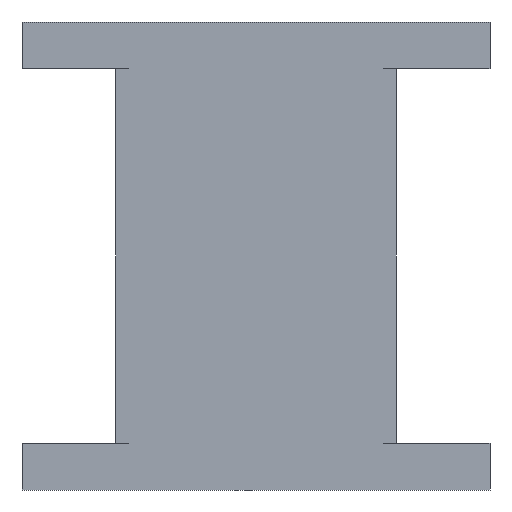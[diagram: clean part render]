
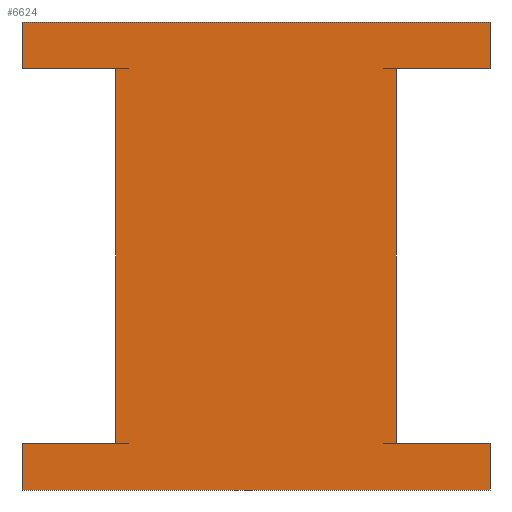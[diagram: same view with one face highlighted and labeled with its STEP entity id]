
A CAD part, front view. The second image highlights one B-rep face of the part: STEP entity #6624.
In plain terms, the highlighted planar face has unit normal (0, -1, 0).
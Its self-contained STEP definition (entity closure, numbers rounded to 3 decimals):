
#1=DIRECTION('',(0.,0.,-1.));
#2=VECTOR('',#1,5.);
#3=CARTESIAN_POINT('',(25.,-500.,-20.));
#4=LINE('',#3,#2);
#5=DIRECTION('',(-1.,0.,0.));
#6=VECTOR('',#5,50.);
#7=CARTESIAN_POINT('',(25.,-500.,-25.));
#8=LINE('',#7,#6);
#9=DIRECTION('',(0.,0.,1.));
#10=VECTOR('',#9,5.);
#11=CARTESIAN_POINT('',(-25.,-500.,-25.));
#12=LINE('',#11,#10);
#13=DIRECTION('',(0.,0.,1.));
#14=VECTOR('',#13,5.);
#15=CARTESIAN_POINT('',(-25.,-500.,20.));
#16=LINE('',#15,#14);
#17=DIRECTION('',(1.,0.,0.));
#18=VECTOR('',#17,50.);
#19=CARTESIAN_POINT('',(-25.,-500.,25.));
#20=LINE('',#19,#18);
#21=DIRECTION('',(0.,0.,-1.));
#22=VECTOR('',#21,5.);
#23=CARTESIAN_POINT('',(25.,-500.,25.));
#24=LINE('',#23,#22);
#1617=DIRECTION('',(1.,0.,0.));
#1618=VECTOR('',#1617,10.);
#1619=CARTESIAN_POINT('',(-25.,-500.,20.));
#1620=LINE('',#1619,#1618);
#1641=DIRECTION('',(1.,0.,0.));
#1642=VECTOR('',#1641,10.);
#1643=CARTESIAN_POINT('',(15.,-500.,20.));
#1644=LINE('',#1643,#1642);
#3233=DIRECTION('',(-1.,0.,0.));
#3234=VECTOR('',#3233,10.);
#3235=CARTESIAN_POINT('',(25.,-500.,-20.));
#3236=LINE('',#3235,#3234);
#3257=DIRECTION('',(-1.,0.,0.));
#3258=VECTOR('',#3257,10.);
#3259=CARTESIAN_POINT('',(-15.,-500.,-20.));
#3260=LINE('',#3259,#3258);
#4921=DIRECTION('',(0.,0.,1.));
#4922=VECTOR('',#4921,40.);
#4923=CARTESIAN_POINT('',(15.,-500.,-20.));
#4924=LINE('',#4923,#4922);
#4937=DIRECTION('',(0.,0.,1.));
#4938=VECTOR('',#4937,40.);
#4939=CARTESIAN_POINT('',(-15.,-500.,-20.));
#4940=LINE('',#4939,#4938);
#4945=CARTESIAN_POINT('',(-25.,-500.,-25.));
#4946=CARTESIAN_POINT('',(-25.,-500.,-20.));
#4947=VERTEX_POINT('',#4945);
#4948=VERTEX_POINT('',#4946);
#4949=CARTESIAN_POINT('',(-25.,-500.,20.));
#4950=CARTESIAN_POINT('',(-25.,-500.,25.));
#4951=VERTEX_POINT('',#4949);
#4952=VERTEX_POINT('',#4950);
#4953=CARTESIAN_POINT('',(25.,-500.,25.));
#4954=VERTEX_POINT('',#4953);
#4955=CARTESIAN_POINT('',(25.,-500.,20.));
#4956=VERTEX_POINT('',#4955);
#4957=CARTESIAN_POINT('',(25.,-500.,-20.));
#4958=CARTESIAN_POINT('',(25.,-500.,-25.));
#4959=VERTEX_POINT('',#4957);
#4960=VERTEX_POINT('',#4958);
#6577=CARTESIAN_POINT('',(15.,-500.,-20.));
#6578=CARTESIAN_POINT('',(15.,-500.,20.));
#6579=VERTEX_POINT('',#6577);
#6580=VERTEX_POINT('',#6578);
#6581=CARTESIAN_POINT('',(-15.,-500.,-20.));
#6582=CARTESIAN_POINT('',(-15.,-500.,20.));
#6583=VERTEX_POINT('',#6581);
#6584=VERTEX_POINT('',#6582);
#6593=CARTESIAN_POINT('',(0.,-500.,0.));
#6594=DIRECTION('',(0.,1.,0.));
#6595=DIRECTION('',(1.,0.,0.));
#6596=AXIS2_PLACEMENT_3D('',#6593,#6594,#6595);
#6597=PLANE('',#6596);
#6599=ORIENTED_EDGE('',*,*,#6598,.F.);
#6601=ORIENTED_EDGE('',*,*,#6600,.F.);
#6603=ORIENTED_EDGE('',*,*,#6602,.F.);
#6605=ORIENTED_EDGE('',*,*,#6604,.T.);
#6607=ORIENTED_EDGE('',*,*,#6606,.T.);
#6609=ORIENTED_EDGE('',*,*,#6608,.T.);
#6611=ORIENTED_EDGE('',*,*,#6610,.F.);
#6613=ORIENTED_EDGE('',*,*,#6612,.T.);
#6615=ORIENTED_EDGE('',*,*,#6614,.F.);
#6617=ORIENTED_EDGE('',*,*,#6616,.T.);
#6619=ORIENTED_EDGE('',*,*,#6618,.T.);
#6621=ORIENTED_EDGE('',*,*,#6620,.T.);
#6622=EDGE_LOOP('',(#6599,#6601,#6603,#6605,#6607,#6609,#6611,#6613,#6615,#6617,
#6619,#6621));
#6623=FACE_OUTER_BOUND('',#6622,.F.);
#6624=ADVANCED_FACE('',(#6623),#6597,.F.);
#6598=EDGE_CURVE('',#6580,#4956,#1644,.T.);
#6600=EDGE_CURVE('',#6579,#6580,#4924,.T.);
#6602=EDGE_CURVE('',#4959,#6579,#3236,.T.);
#6604=EDGE_CURVE('',#4959,#4960,#4,.T.);
#6606=EDGE_CURVE('',#4960,#4947,#8,.T.);
#6608=EDGE_CURVE('',#4947,#4948,#12,.T.);
#6610=EDGE_CURVE('',#6583,#4948,#3260,.T.);
#6612=EDGE_CURVE('',#6583,#6584,#4940,.T.);
#6614=EDGE_CURVE('',#4951,#6584,#1620,.T.);
#6616=EDGE_CURVE('',#4951,#4952,#16,.T.);
#6618=EDGE_CURVE('',#4952,#4954,#20,.T.);
#6620=EDGE_CURVE('',#4954,#4956,#24,.T.);
